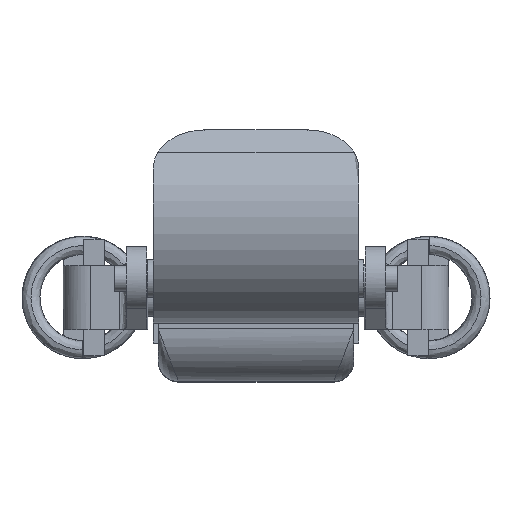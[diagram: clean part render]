
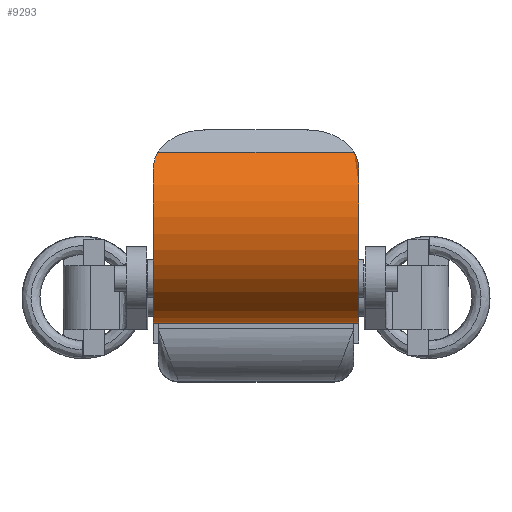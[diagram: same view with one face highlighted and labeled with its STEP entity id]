
A CAD part, top view. The second image highlights one B-rep face of the part: STEP entity #9293.
In plain terms, the highlighted free-form (B-spline) face has degree [1, 2] with [2, 5] control points.
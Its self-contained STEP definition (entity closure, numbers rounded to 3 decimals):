
#8689=CARTESIAN_POINT('',(8.0,7.369,35.502));
#8690=VERTEX_POINT('',#8689);
#8691=CARTESIAN_POINT('',(7.623,8.765,34.523));
#8692=VERTEX_POINT('',#8691);
#8693=CARTESIAN_POINT('',(8.0,7.369,35.502));
#8694=CARTESIAN_POINT('',(8.0,7.628,35.359));
#8695=CARTESIAN_POINT('',(7.969,7.874,35.205));
#8696=CARTESIAN_POINT('',(7.891,8.166,34.999));
#8697=CARTESIAN_POINT('',(7.873,8.224,34.957));
#8698=CARTESIAN_POINT('',(7.834,8.337,34.872));
#8699=CARTESIAN_POINT('',(7.812,8.393,34.829));
#8700=CARTESIAN_POINT('',(7.741,8.558,34.699));
#8701=CARTESIAN_POINT('',(7.686,8.664,34.612));
#8702=CARTESIAN_POINT('',(7.623,8.765,34.523));
#8703=B_SPLINE_CURVE_WITH_KNOTS('',3,(#8693,#8694,#8695,#8696,#8697,#8698,#8699,#8700,#8701,#8702),.UNSPECIFIED.,.F.,.U.,(4,2,2,2,4),(0.0,0.5,0.625,0.75,1.0),.UNSPECIFIED.);
#8704=EDGE_CURVE('',#8690,#8692,#8703,.T.);
#8782=CARTESIAN_POINT('',(-7.623,8.765,34.523));
#8783=VERTEX_POINT('',#8782);
#8834=CARTESIAN_POINT('',(-8.0,7.369,35.502));
#8835=VERTEX_POINT('',#8834);
#8841=CARTESIAN_POINT('',(-7.623,8.765,34.523));
#8842=CARTESIAN_POINT('',(-7.748,8.563,34.7));
#8843=CARTESIAN_POINT('',(-7.842,8.346,34.872));
#8844=CARTESIAN_POINT('',(-7.921,8.054,35.078));
#8845=CARTESIAN_POINT('',(-7.935,7.995,35.118));
#8846=CARTESIAN_POINT('',(-7.958,7.874,35.199));
#8847=CARTESIAN_POINT('',(-7.968,7.812,35.239));
#8848=CARTESIAN_POINT('',(-7.992,7.625,35.356));
#8849=CARTESIAN_POINT('',(-8.,7.498,35.431));
#8850=CARTESIAN_POINT('',(-8.0,7.369,35.502));
#8851=B_SPLINE_CURVE_WITH_KNOTS('',3,(#8841,#8842,#8843,#8844,#8845,#8846,#8847,#8848,#8849,#8850),.UNSPECIFIED.,.F.,.U.,(4,2,2,2,4),(0.0,0.5,0.625,0.75,1.0),.UNSPECIFIED.);
#8852=EDGE_CURVE('',#8783,#8835,#8851,.T.);
#8881=CARTESIAN_POINT('',(8.0,-4.5,28.5));
#8882=VERTEX_POINT('',#8881);
#8883=CARTESIAN_POINT('',(8.0,7.369,35.502));
#8884=CARTESIAN_POINT('',(8.,6.934,35.743));
#8885=CARTESIAN_POINT('',(8.,6.137,36.09));
#8886=CARTESIAN_POINT('',(8.,4.898,36.406));
#8887=CARTESIAN_POINT('',(8.,3.604,36.54));
#8888=CARTESIAN_POINT('',(8.,2.066,36.431));
#8889=CARTESIAN_POINT('',(8.,0.603,36.008));
#8890=CARTESIAN_POINT('',(8.0,-0.79,35.303));
#8891=CARTESIAN_POINT('',(8.,-1.866,34.491));
#8892=CARTESIAN_POINT('',(8.,-2.719,33.568));
#8893=CARTESIAN_POINT('',(8.,-3.42,32.578));
#8894=CARTESIAN_POINT('',(8.,-3.963,31.489));
#8895=CARTESIAN_POINT('',(8.,-4.393,30.057));
#8896=CARTESIAN_POINT('',(8.,-4.5,29.084));
#8897=CARTESIAN_POINT('',(8.0,-4.5,28.5));
#8898=B_SPLINE_CURVE_WITH_KNOTS('',3,(#8883,#8884,#8885,#8886,#8887,#8888,#8889,#8890,#8891,#8892,#8893,#8894,#8895,#8896,#8897),.UNSPECIFIED.,.F.,.U.,(4,1,1,1,1,1,1,1,1,1,1,1,4),(0.,1.492,2.594,3.827,5.384,7.2,8.367,10.054,11.221,12.129,13.686,14.853,16.605),.UNSPECIFIED.);
#8899=EDGE_CURVE('',#8690,#8882,#8898,.T.);
#9055=CARTESIAN_POINT('',(-8.0,-4.5,28.5));
#9056=VERTEX_POINT('',#9055);
#9057=CARTESIAN_POINT('',(-8.0,7.369,35.502));
#9058=CARTESIAN_POINT('',(-8.,6.934,35.743));
#9059=CARTESIAN_POINT('',(-8.,6.137,36.09));
#9060=CARTESIAN_POINT('',(-8.,4.898,36.406));
#9061=CARTESIAN_POINT('',(-8.,3.604,36.54));
#9062=CARTESIAN_POINT('',(-8.,2.066,36.431));
#9063=CARTESIAN_POINT('',(-8.,0.603,36.008));
#9064=CARTESIAN_POINT('',(-8.0,-0.79,35.303));
#9065=CARTESIAN_POINT('',(-8.,-1.866,34.491));
#9066=CARTESIAN_POINT('',(-8.,-2.719,33.568));
#9067=CARTESIAN_POINT('',(-8.,-3.42,32.578));
#9068=CARTESIAN_POINT('',(-8.,-3.963,31.489));
#9069=CARTESIAN_POINT('',(-8.,-4.393,30.057));
#9070=CARTESIAN_POINT('',(-8.,-4.5,29.084));
#9071=CARTESIAN_POINT('',(-8.0,-4.5,28.5));
#9072=B_SPLINE_CURVE_WITH_KNOTS('',3,(#9057,#9058,#9059,#9060,#9061,#9062,#9063,#9064,#9065,#9066,#9067,#9068,#9069,#9070,#9071),.UNSPECIFIED.,.F.,.U.,(4,1,1,1,1,1,1,1,1,1,1,1,4),(0.,1.492,2.594,3.827,5.384,7.2,8.367,10.054,11.221,12.129,13.686,14.853,16.605),.UNSPECIFIED.);
#9073=EDGE_CURVE('',#8835,#9056,#9072,.T.);
#9254=CARTESIAN_POINT('',(-7.623,8.765,34.523));
#9255=CARTESIAN_POINT('',(7.623,8.765,34.523));
#9256=QUASI_UNIFORM_CURVE('',1,(#9254,#9255),.UNSPECIFIED.,.F.,.U.);
#9257=EDGE_CURVE('',#8783,#8692,#9256,.T.);
#9263=CARTESIAN_POINT('',(-8.4,-4.497,28.291));
#9264=CARTESIAN_POINT('',(8.41,-4.497,28.291));
#9265=CARTESIAN_POINT('',(-8.4,-4.639,33.685));
#9266=CARTESIAN_POINT('',(8.41,-4.639,33.685));
#9267=CARTESIAN_POINT('',(-8.4,0.31,35.836));
#9268=CARTESIAN_POINT('',(8.41,0.31,35.836));
#9269=CARTESIAN_POINT('',(-8.4,5.259,37.988));
#9270=CARTESIAN_POINT('',(8.41,5.259,37.988));
#9271=CARTESIAN_POINT('',(-8.4,9.107,34.206));
#9272=CARTESIAN_POINT('',(8.41,9.107,34.206));
#9280=(BOUNDED_SURFACE()B_SPLINE_SURFACE(1,2,((#9263,#9265,#9267,#9269,#9271),(#9264,#9266,#9268,#9270,#9272)),.UNSPECIFIED.,.F.,.F.,.U.)B_SPLINE_SURFACE_WITH_KNOTS((2,2),(3,2,3),(0.0,16.81),(0.0,9.783,19.567),.UNSPECIFIED.)GEOMETRIC_REPRESENTATION_ITEM()RATIONAL_B_SPLINE_SURFACE(((1.0,0.829,1.0,0.829,1.0),(1.0,0.829,1.0,0.829,1.0)))REPRESENTATION_ITEM('')SURFACE());
#9281=ORIENTED_EDGE('',*,*,#9257,.F.);
#9282=ORIENTED_EDGE('',*,*,#8852,.T.);
#9283=ORIENTED_EDGE('',*,*,#9073,.T.);
#9284=CARTESIAN_POINT('',(-8.0,-4.5,28.5));
#9285=CARTESIAN_POINT('',(8.0,-4.5,28.5));
#9286=QUASI_UNIFORM_CURVE('',1,(#9284,#9285),.UNSPECIFIED.,.F.,.U.);
#9287=EDGE_CURVE('',#9056,#8882,#9286,.T.);
#9288=ORIENTED_EDGE('',*,*,#9287,.T.);
#9289=ORIENTED_EDGE('',*,*,#8899,.F.);
#9290=ORIENTED_EDGE('',*,*,#8704,.T.);
#9291=EDGE_LOOP('',(#9281,#9282,#9283,#9288,#9289,#9290));
#9292=FACE_OUTER_BOUND('',#9291,.T.);
#9293=ADVANCED_FACE('',(#9292),#9280,.T.);
